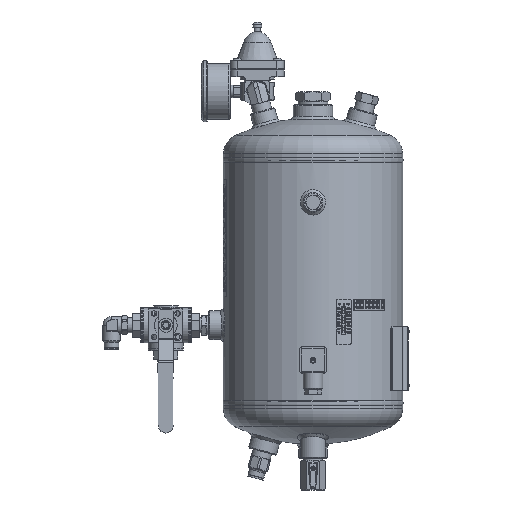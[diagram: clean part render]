
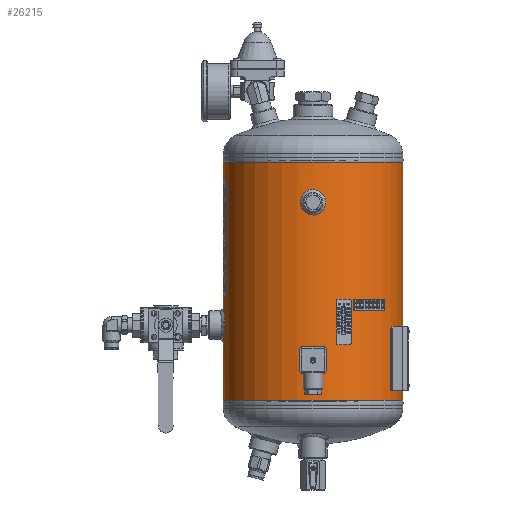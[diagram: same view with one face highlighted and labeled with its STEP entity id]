
A CAD part, front view. The second image highlights one B-rep face of the part: STEP entity #26215.
In plain terms, the highlighted cylindrical face has radius 100 mm (diameter 200 mm), a partial arc.
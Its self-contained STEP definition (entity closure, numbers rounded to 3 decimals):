
#1558=B_SPLINE_CURVE_WITH_KNOTS('',3,(#44131,#44132,#44133,#44134,#44135,
#44136,#44137,#44138,#44139,#44140,#44141,#44142,#44143,#44144,#44145,#44146,
#44147,#44148,#44149),.UNSPECIFIED.,.T.,.F.,(1,1,1,1,1,1,1,1,1,1,1,1,1,
1,1,1,1,1,1,1,1,1,1),(-0.012,-0.008,-0.004,
0.,0.004,0.008,0.012,0.016,
0.02,0.023,0.027,0.031,
0.035,0.039,0.043,0.047,
0.051,0.055,0.059,0.063,
0.066,0.07,0.074),.UNSPECIFIED.);
#1559=B_SPLINE_CURVE_WITH_KNOTS('',3,(#44151,#44152,#44153,#44154,#44155,
#44156,#44157,#44158,#44159,#44160,#44161,#44162,#44163,#44164,#44165,#44166,
#44167,#44168,#44169),.UNSPECIFIED.,.T.,.F.,(1,1,1,1,1,1,1,1,1,1,1,1,1,
1,1,1,1,1,1,1,1,1,1),(-0.012,-0.008,-0.004,
0.,0.004,0.008,0.012,
0.016,0.02,0.023,0.027,
0.031,0.035,0.039,0.043,
0.047,0.051,0.055,0.059,
0.063,0.066,0.07,0.074),
 .UNSPECIFIED.);
#1560=B_SPLINE_CURVE_WITH_KNOTS('',3,(#44171,#44172,#44173,#44174,#44175,
#44176,#44177,#44178,#44179,#44180,#44181,#44182,#44183,#44184,#44185,#44186,
#44187,#44188,#44189),.UNSPECIFIED.,.T.,.F.,(1,1,1,1,1,1,1,1,1,1,1,1,1,
1,1,1,1,1,1,1,1,1,1),(-0.018,-0.012,-0.006,
0.,0.006,0.012,0.018,0.023,
0.029,0.035,0.041,0.047,
0.053,0.059,0.065,0.07,
0.076,0.082,0.088,0.094,
0.1,0.106,0.112),.UNSPECIFIED.);
#3109=LINE('',#44191,#4325);
#3110=LINE('',#44196,#4326);
#4325=VECTOR('',#37554,1000.);
#4326=VECTOR('',#37557,1000.);
#5546=ORIENTED_EDGE('',*,*,#13102,.T.);
#5547=ORIENTED_EDGE('',*,*,#13103,.T.);
#5548=ORIENTED_EDGE('',*,*,#13104,.T.);
#5549=ORIENTED_EDGE('',*,*,#13105,.T.);
#5550=ORIENTED_EDGE('',*,*,#13106,.T.);
#5551=ORIENTED_EDGE('',*,*,#13107,.F.);
#5552=ORIENTED_EDGE('',*,*,#13108,.F.);
#13102=EDGE_CURVE('',#16880,#16880,#1558,.T.);
#13103=EDGE_CURVE('',#16881,#16881,#1559,.T.);
#13104=EDGE_CURVE('',#16882,#16882,#1560,.T.);
#13105=EDGE_CURVE('',#16883,#16884,#3109,.T.);
#13106=EDGE_CURVE('',#16884,#16885,#19684,.T.);
#13107=EDGE_CURVE('',#16886,#16885,#3110,.T.);
#13108=EDGE_CURVE('',#16883,#16886,#19685,.T.);
#16880=VERTEX_POINT('',#44150);
#16881=VERTEX_POINT('',#44170);
#16882=VERTEX_POINT('',#44190);
#16883=VERTEX_POINT('',#44192);
#16884=VERTEX_POINT('',#44193);
#16885=VERTEX_POINT('',#44195);
#16886=VERTEX_POINT('',#44197);
#19684=CIRCLE('',#34896,100.);
#19685=CIRCLE('',#34897,100.);
#20682=EDGE_LOOP('',(#5546));
#20683=EDGE_LOOP('',(#5547));
#20684=EDGE_LOOP('',(#5548));
#20685=EDGE_LOOP('',(#5549,#5550,#5551,#5552));
#23185=FACE_BOUND('',#20682,.T.);
#23186=FACE_BOUND('',#20683,.T.);
#23187=FACE_BOUND('',#20684,.T.);
#23188=FACE_BOUND('',#20685,.T.);
#25689=CYLINDRICAL_SURFACE('',#34895,100.);
#26215=ADVANCED_FACE('',(#23185,#23186,#23187,#23188),#25689,.T.);
#34895=AXIS2_PLACEMENT_3D('',#44130,#37552,#37553);
#34896=AXIS2_PLACEMENT_3D('',#44194,#37555,#37556);
#34897=AXIS2_PLACEMENT_3D('',#44198,#37558,#37559);
#37552=DIRECTION('',(0.,-1.,0.));
#37553=DIRECTION('',(0.,0.,-1.));
#37554=DIRECTION('',(0.,-1.,0.));
#37555=DIRECTION('',(0.,1.,0.));
#37556=DIRECTION('',(1.,0.,0.));
#37557=DIRECTION('',(0.,-1.,0.));
#37558=DIRECTION('',(0.,1.,0.));
#37559=DIRECTION('',(1.,0.,0.));
#44130=CARTESIAN_POINT('',(0.,265.,0.));
#44131=CARTESIAN_POINT('',(-9.473,48.444,-99.554));
#44132=CARTESIAN_POINT('',(-10.262,44.497,-99.471));
#44133=CARTESIAN_POINT('',(-9.477,40.569,-99.553));
#44134=CARTESIAN_POINT('',(-7.254,37.244,-99.75));
#44135=CARTESIAN_POINT('',(-3.93,35.023,-99.946));
#44136=CARTESIAN_POINT('',(-0.006,34.24,-100.027));
#44137=CARTESIAN_POINT('',(3.922,35.019,-99.946));
#44138=CARTESIAN_POINT('',(7.252,37.242,-99.75));
#44139=CARTESIAN_POINT('',(9.478,40.57,-99.553));
#44140=CARTESIAN_POINT('',(10.26,44.496,-99.472));
#44141=CARTESIAN_POINT('',(9.481,48.422,-99.553));
#44142=CARTESIAN_POINT('',(7.262,51.747,-99.749));
#44143=CARTESIAN_POINT('',(3.94,53.974,-99.945));
#44144=CARTESIAN_POINT('',(0.01,54.761,-100.027));
#44145=CARTESIAN_POINT('',(-3.923,53.981,-99.946));
#44146=CARTESIAN_POINT('',(-7.249,51.759,-99.75));
#44147=CARTESIAN_POINT('',(-9.473,48.444,-99.554));
#44148=CARTESIAN_POINT('',(-10.262,44.497,-99.471));
#44149=CARTESIAN_POINT('',(-9.477,40.569,-99.553));
#44150=CARTESIAN_POINT('',(-10.,44.5,-99.499));
#44151=CARTESIAN_POINT('',(3.944,229.973,-99.945));
#44152=CARTESIAN_POINT('',(-0.003,230.762,-100.027));
#44153=CARTESIAN_POINT('',(-3.931,229.977,-99.946));
#44154=CARTESIAN_POINT('',(-7.256,227.754,-99.75));
#44155=CARTESIAN_POINT('',(-9.477,224.43,-99.553));
#44156=CARTESIAN_POINT('',(-10.26,220.506,-99.472));
#44157=CARTESIAN_POINT('',(-9.481,216.578,-99.553));
#44158=CARTESIAN_POINT('',(-7.258,213.248,-99.75));
#44159=CARTESIAN_POINT('',(-3.93,211.022,-99.946));
#44160=CARTESIAN_POINT('',(-0.004,210.24,-100.027));
#44161=CARTESIAN_POINT('',(3.922,211.019,-99.946));
#44162=CARTESIAN_POINT('',(7.247,213.238,-99.75));
#44163=CARTESIAN_POINT('',(9.474,216.56,-99.554));
#44164=CARTESIAN_POINT('',(10.261,220.49,-99.471));
#44165=CARTESIAN_POINT('',(9.481,224.423,-99.553));
#44166=CARTESIAN_POINT('',(7.259,227.749,-99.749));
#44167=CARTESIAN_POINT('',(3.944,229.973,-99.945));
#44168=CARTESIAN_POINT('',(-0.003,230.762,-100.027));
#44169=CARTESIAN_POINT('',(-3.931,229.977,-99.946));
#44170=CARTESIAN_POINT('',(0.,230.5,-100.));
#44171=CARTESIAN_POINT('',(-98.994,187.429,14.208));
#44172=CARTESIAN_POINT('',(-98.806,181.503,15.395));
#44173=CARTESIAN_POINT('',(-98.993,175.608,14.214));
#44174=CARTESIAN_POINT('',(-99.436,170.625,10.88));
#44175=CARTESIAN_POINT('',(-99.878,167.295,5.9));
#44176=CARTESIAN_POINT('',(-100.061,166.117,0.009));
#44177=CARTESIAN_POINT('',(-99.879,167.288,-5.887));
#44178=CARTESIAN_POINT('',(-99.437,170.623,-10.879));
#44179=CARTESIAN_POINT('',(-98.992,175.61,-14.215));
#44180=CARTESIAN_POINT('',(-98.807,181.503,-15.391));
#44181=CARTESIAN_POINT('',(-98.992,187.396,-14.219));
#44182=CARTESIAN_POINT('',(-99.435,192.379,-10.892));
#44183=CARTESIAN_POINT('',(-99.877,195.718,-5.914));
#44184=CARTESIAN_POINT('',(-100.061,196.901,-0.013));
#44185=CARTESIAN_POINT('',(-99.878,195.728,5.889));
#44186=CARTESIAN_POINT('',(-99.437,192.395,10.874));
#44187=CARTESIAN_POINT('',(-98.994,187.429,14.208));
#44188=CARTESIAN_POINT('',(-98.806,181.503,15.395));
#44189=CARTESIAN_POINT('',(-98.993,175.608,14.214));
#44190=CARTESIAN_POINT('',(-98.869,181.508,15.));
#44191=CARTESIAN_POINT('',(0.254,265.,100.));
#44192=CARTESIAN_POINT('',(0.254,265.,100.));
#44193=CARTESIAN_POINT('',(0.254,0.,100.));
#44194=CARTESIAN_POINT('',(0.,0.,0.));
#44195=CARTESIAN_POINT('',(-0.254,0.,100.));
#44196=CARTESIAN_POINT('',(-0.254,265.,100.));
#44197=CARTESIAN_POINT('',(-0.254,265.,100.));
#44198=CARTESIAN_POINT('',(0.,265.,0.));
